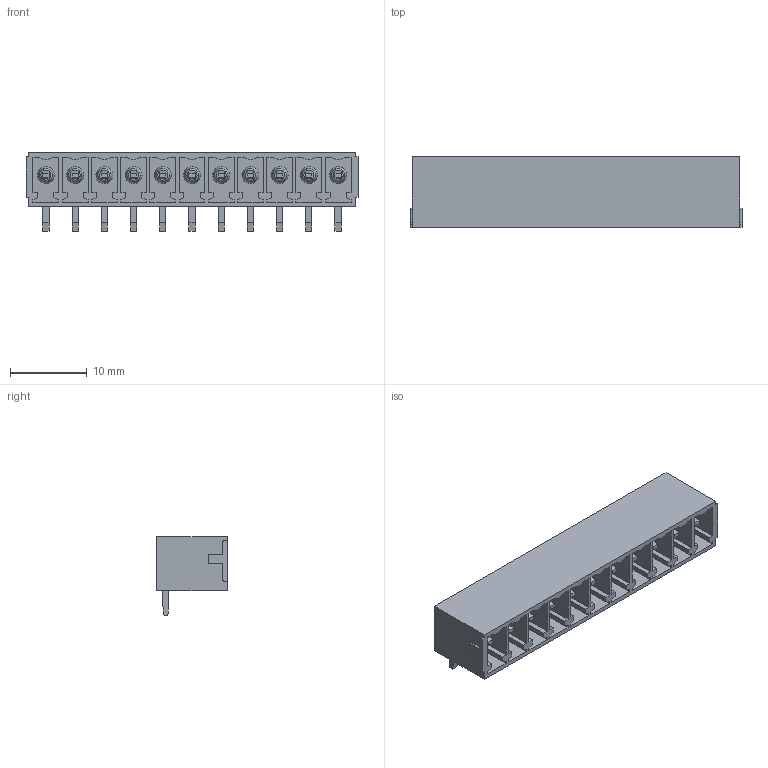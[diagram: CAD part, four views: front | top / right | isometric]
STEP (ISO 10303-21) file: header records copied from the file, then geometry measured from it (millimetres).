
FILE_DESCRIPTION(('CATIA V5 STEP Exchange','CAx-IF Rec.Pracs.--- Model Styling and Organization---1.2---2011-12-15'),'2;1');
FILE_NAME ('D1447372_0_1036580000_1036580000.stp','2018-10-12T06:25:21+00:00',('none'),('Weidmueller'),'CATIA Version 5-6 Release 2014','CATIA V5 STEP AP214','none');
FILE_SCHEMA(('AUTOMOTIVE_DESIGN { 1 0 10303 214 1 1 1 1 }'));
Length unit declared in the file: millimetre
Products named in the file (1): 1036580000
Bounding box: 43.3 x 9.2 x 10.3 mm (x, y, z)
Volume: 1194.5 mm3; surface area: 4070.2 mm2
Topology: 12 solids, 12 shells, 738 faces, 2076 edges, 1384 vertices
Faces by surface type: plane 664, cylinder 30, cone 22, torus 22
Entity records: 21197 total; most frequent: ORIENTED_EDGE 4152, CARTESIAN_POINT 3766, DIRECTION 2686, EDGE_CURVE 2076, VECTOR 1928, LINE 1928, VERTEX_POINT 1384, EDGE_LOOP 782
